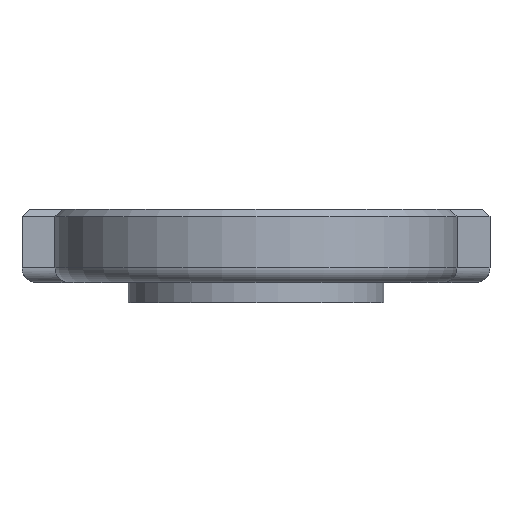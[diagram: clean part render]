
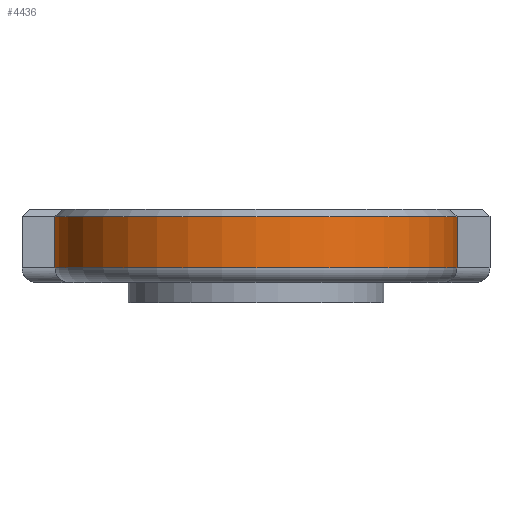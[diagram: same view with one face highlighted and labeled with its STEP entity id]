
A CAD part, front view. The second image highlights one B-rep face of the part: STEP entity #4436.
In plain terms, the highlighted cylindrical face has radius 27.5 mm (diameter 55 mm), a partial arc.
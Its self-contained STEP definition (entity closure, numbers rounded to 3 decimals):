
#597=LINE('',#8651,#940);
#598=LINE('',#8652,#941);
#940=VECTOR('',#6030,10.);
#941=VECTOR('',#6031,10.);
#1004=CYLINDRICAL_SURFACE('',#4874,27.5);
#1235=FACE_OUTER_BOUND('',#1514,.T.);
#1514=EDGE_LOOP('',(#4097,#4098,#4099,#4100));
#1673=CIRCLE('',#4830,27.5);
#1689=CIRCLE('',#4866,27.5);
#2169=VERTEX_POINT('',#8512);
#2172=VERTEX_POINT('',#8517);
#2195=VERTEX_POINT('',#8630);
#2196=VERTEX_POINT('',#8634);
#2786=EDGE_CURVE('',#2172,#2169,#1673,.T.);
#2831=EDGE_CURVE('',#2195,#2196,#1689,.T.);
#2839=EDGE_CURVE('',#2196,#2172,#597,.T.);
#2840=EDGE_CURVE('',#2169,#2195,#598,.T.);
#4097=ORIENTED_EDGE('',*,*,#2786,.F.);
#4098=ORIENTED_EDGE('',*,*,#2839,.F.);
#4099=ORIENTED_EDGE('',*,*,#2831,.F.);
#4100=ORIENTED_EDGE('',*,*,#2840,.F.);
#4436=ADVANCED_FACE('',(#1235),#1004,.T.);
#4830=AXIS2_PLACEMENT_3D('',#8519,#5907,#5908);
#4866=AXIS2_PLACEMENT_3D('',#8636,#6006,#6007);
#4874=AXIS2_PLACEMENT_3D('',#8650,#6028,#6029);
#5907=DIRECTION('center_axis',(0.,0.,-1.));
#5908=DIRECTION('ref_axis',(0.,-1.,0.));
#6006=DIRECTION('center_axis',(0.,0.,1.));
#6007=DIRECTION('ref_axis',(1.,0.,0.));
#6028=DIRECTION('center_axis',(0.,0.,1.));
#6029=DIRECTION('ref_axis',(0.,-1.,0.));
#6030=DIRECTION('',(0.,0.,-1.));
#6031=DIRECTION('',(0.,0.,1.));
#8512=CARTESIAN_POINT('',(-18.333,20.497,4.75));
#8517=CARTESIAN_POINT('',(18.333,20.497,4.75));
#8519=CARTESIAN_POINT('Origin',(0.,0.,4.75));
#8630=CARTESIAN_POINT('',(-18.333,20.497,11.75));
#8634=CARTESIAN_POINT('',(18.333,20.497,11.75));
#8636=CARTESIAN_POINT('Origin',(0.,0.,11.75));
#8650=CARTESIAN_POINT('Origin',(0.,0.,2.75));
#8651=CARTESIAN_POINT('',(18.333,20.497,2.75));
#8652=CARTESIAN_POINT('',(-18.333,20.497,2.75));
